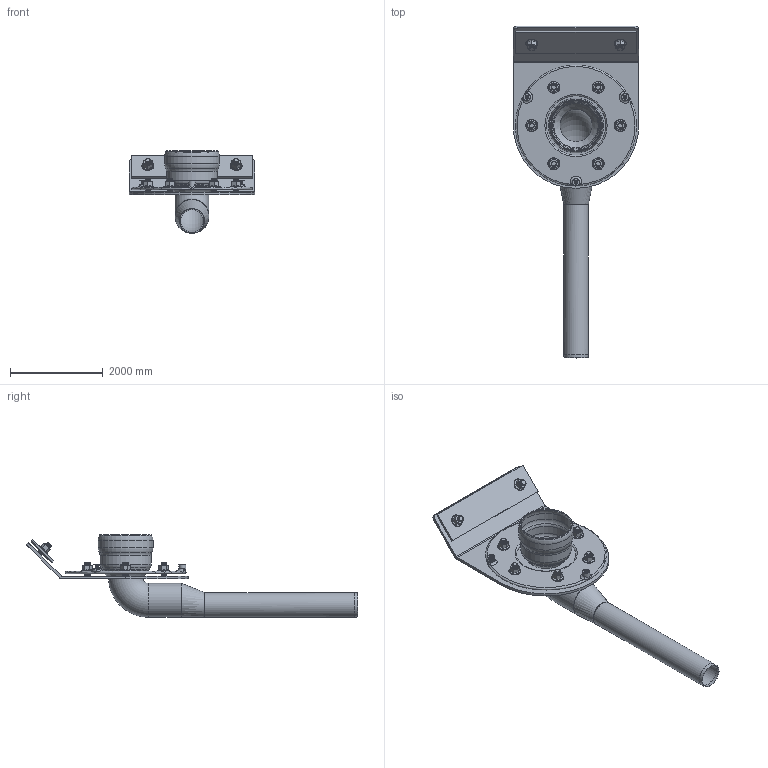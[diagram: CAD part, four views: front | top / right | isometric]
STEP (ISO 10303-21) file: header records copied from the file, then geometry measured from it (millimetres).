
FILE_DESCRIPTION(/* description */ (''),/* implementation_level */ '2;1');
FILE_NAME(/* name */ '13430.DCBX_3D.stp',/* time_stamp */ '2024-12-11T14:46:08+01:00',/* author */ ('CAD'),/* organization */ (''),/* preprocessor_version */ 'ST-DEVELOPER v20',/* originating_system */ 'AutoCAD Mechanical',/* authorisation */ '');
FILE_SCHEMA (('AUTOMOTIVE_DESIGN { 1 0 10303 214 3 1 1 }'));
Length unit declared in the file: centimetre
Products named in the file (2): Product; *S0
Assembly tree (1 placements, depth 2):
  Product
    *S0
Bounding box: 2700 x 7137.68 x 1775 mm (x, y, z)
Volume: 1124612177 mm3; surface area: 60114670.2 mm2
Topology: 25 solids, 25 shells, 662 faces, 1375 edges, 779 vertices
Faces by surface type: cone 419, plane 136, cylinder 60, torus 35, bspline 12
Full cylindrical faces by diameter (mm): 70 x12, 80 x18, 101.06 x8, 160 x8, 500 x1, 530 x1, 698 x1, 730 x1, 820 x1, 1060 x1, 1100 x1, 1140 x1, 1180 x1
Entity records: 20022 total; most frequent: CARTESIAN_POINT 5834, DIRECTION 3172, ORIENTED_EDGE 2738, EDGE_CURVE 1369, AXIS2_PLACEMENT_3D 1329, VERTEX_POINT 779, EDGE_LOOP 738, CIRCLE 676
